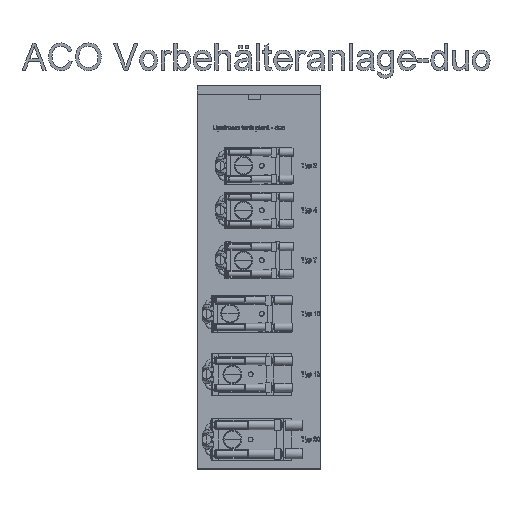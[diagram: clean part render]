
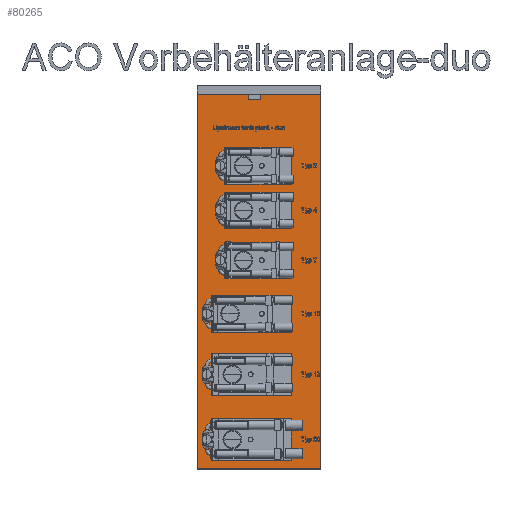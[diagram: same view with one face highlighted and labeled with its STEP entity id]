
A CAD part, top view. The second image highlights one B-rep face of the part: STEP entity #80265.
In plain terms, the highlighted planar face has unit normal (0, 0, 1).
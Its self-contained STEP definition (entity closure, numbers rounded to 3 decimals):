
#9368=FACE_OUTER_BOUND('',#13998,.T.);
#13998=EDGE_LOOP('',(#71706,#71707,#71708,#71709));
#23287=LINE('',#149965,#32593);
#23288=LINE('',#149967,#32594);
#23289=LINE('',#149969,#32595);
#23290=LINE('',#149970,#32596);
#32593=VECTOR('',#115488,304.8);
#32594=VECTOR('',#115489,304.8);
#32595=VECTOR('',#115490,304.8);
#32596=VECTOR('',#115491,304.8);
#39800=VERTEX_POINT('',#149963);
#39801=VERTEX_POINT('',#149964);
#39802=VERTEX_POINT('',#149966);
#39803=VERTEX_POINT('',#149968);
#50445=EDGE_CURVE('',#39800,#39801,#23287,.T.);
#50446=EDGE_CURVE('',#39801,#39802,#23288,.T.);
#50447=EDGE_CURVE('',#39802,#39803,#23289,.T.);
#50448=EDGE_CURVE('',#39803,#39800,#23290,.T.);
#71706=ORIENTED_EDGE('',*,*,#50445,.T.);
#71707=ORIENTED_EDGE('',*,*,#50446,.T.);
#71708=ORIENTED_EDGE('',*,*,#50447,.T.);
#71709=ORIENTED_EDGE('',*,*,#50448,.T.);
#75776=PLANE('',#94216);
#80265=ADVANCED_FACE('',(#9368),#75776,.T.);
#94216=AXIS2_PLACEMENT_3D('',#149962,#115486,#115487);
#115486=DIRECTION('center_axis',(0.,0.,1.));
#115487=DIRECTION('ref_axis',(0.,1.,0.));
#115488=DIRECTION('',(-1.,0.,0.));
#115489=DIRECTION('',(0.,-1.,0.));
#115490=DIRECTION('',(1.,0.,0.));
#115491=DIRECTION('',(0.,1.,0.));
#149962=CARTESIAN_POINT('Origin',(-7297.93,483.968,0.));
#149963=CARTESIAN_POINT('',(-7297.93,483.968,0.));
#149964=CARTESIAN_POINT('',(-10063.649,483.968,0.));
#149965=CARTESIAN_POINT('',(-7297.93,483.968,0.));
#149966=CARTESIAN_POINT('',(-10063.649,-8113.297,0.));
#149967=CARTESIAN_POINT('',(-10063.649,483.968,0.));
#149968=CARTESIAN_POINT('',(-7297.93,-8113.297,0.));
#149969=CARTESIAN_POINT('',(-10063.649,-8113.297,0.));
#149970=CARTESIAN_POINT('',(-7297.93,-8113.297,0.));
